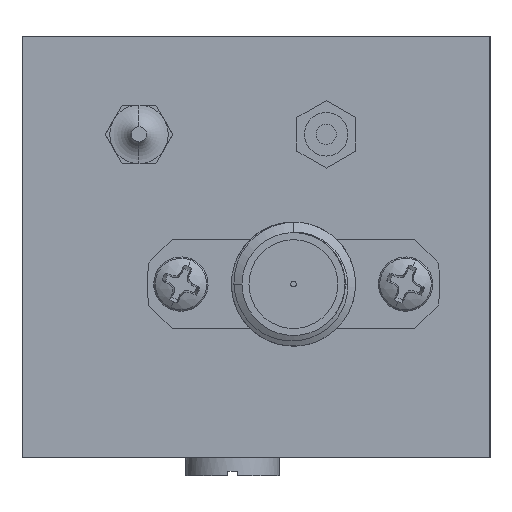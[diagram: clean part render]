
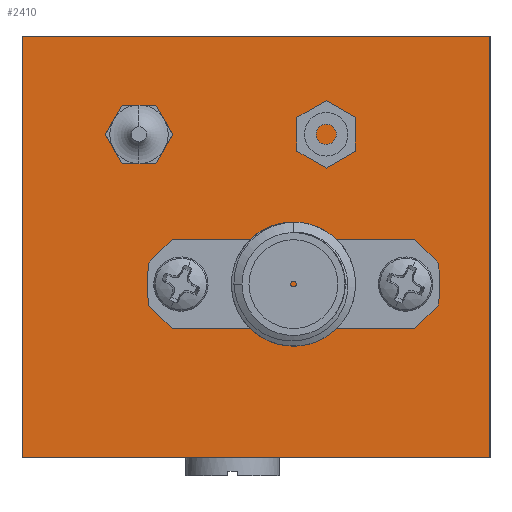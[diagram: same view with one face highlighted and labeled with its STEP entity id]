
A CAD part, left-side view. The second image highlights one B-rep face of the part: STEP entity #2410.
In plain terms, the highlighted planar face has unit normal (-1, 0, 0).
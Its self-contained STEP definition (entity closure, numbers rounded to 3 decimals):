
#461 = FACE_OUTER_BOUND ( 'NONE', #5206, .T. ) ;
#674 = DIRECTION ( 'NONE',  ( 0., 0., -1. ) ) ;
#1092 = DIRECTION ( 'NONE',  ( 0., 0., -1. ) ) ;
#1339 = ORIENTED_EDGE ( 'NONE', *, *, #2471, .T. ) ;
#1436 = CARTESIAN_POINT ( 'NONE',  ( -23.495, -12.7, 0. ) ) ;
#1482 = DIRECTION ( 'NONE',  ( 0., -1., 0. ) ) ;
#1580 = CARTESIAN_POINT ( 'NONE',  ( -23.495, -12.7, 22.86 ) ) ;
#1769 = LINE ( 'NONE', #6492, #3371 ) ;
#2196 = VERTEX_POINT ( 'NONE', #3323 ) ;
#2389 = DIRECTION ( 'NONE',  ( 0., 0., -1. ) ) ;
#2410 = ADVANCED_FACE ( 'NONE', ( #461 ), #2676, .F. ) ;
#2471 = EDGE_CURVE ( 'NONE', #6239, #4257, #1769, .T. ) ;
#2629 = LINE ( 'NONE', #1436, #3130 ) ;
#2676 = PLANE ( 'NONE',  #5468 ) ;
#2733 = ORIENTED_EDGE ( 'NONE', *, *, #5676, .F. ) ;
#2904 = VECTOR ( 'NONE', #674, 1000. ) ;
#3004 = ORIENTED_EDGE ( 'NONE', *, *, #5896, .F. ) ;
#3130 = VECTOR ( 'NONE', #5620, 1000. ) ;
#3323 = CARTESIAN_POINT ( 'NONE',  ( -23.495, -12.7, 0. ) ) ;
#3371 = VECTOR ( 'NONE', #1092, 1000. ) ;
#3430 = VERTEX_POINT ( 'NONE', #1580 ) ;
#3756 = ORIENTED_EDGE ( 'NONE', *, *, #6472, .T. ) ;
#4125 = LINE ( 'NONE', #5223, #6724 ) ;
#4257 = VERTEX_POINT ( 'NONE', #4923 ) ;
#4418 = DIRECTION ( 'NONE',  ( 1., 0., 0. ) ) ;
#4851 = CARTESIAN_POINT ( 'NONE',  ( -23.495, 12.7, 22.86 ) ) ;
#4923 = CARTESIAN_POINT ( 'NONE',  ( -23.495, 12.7, 0. ) ) ;
#5206 = EDGE_LOOP ( 'NONE', ( #3756, #2733, #3004, #1339 ) ) ;
#5223 = CARTESIAN_POINT ( 'NONE',  ( -23.495, -12.7, 22.86 ) ) ;
#5468 = AXIS2_PLACEMENT_3D ( 'NONE', #5587, #4418, #2389 ) ;
#5485 = CARTESIAN_POINT ( 'NONE',  ( -23.495, -12.7, 22.86 ) ) ;
#5587 = CARTESIAN_POINT ( 'NONE',  ( -23.495, -12.7, 22.86 ) ) ;
#5620 = DIRECTION ( 'NONE',  ( 0., -1., 0. ) ) ;
#5676 = EDGE_CURVE ( 'NONE', #3430, #2196, #6209, .T. ) ;
#5896 = EDGE_CURVE ( 'NONE', #6239, #3430, #4125, .T. ) ;
#6209 = LINE ( 'NONE', #5485, #2904 ) ;
#6239 = VERTEX_POINT ( 'NONE', #4851 ) ;
#6472 = EDGE_CURVE ( 'NONE', #4257, #2196, #2629, .T. ) ;
#6492 = CARTESIAN_POINT ( 'NONE',  ( -23.495, 12.7, 22.86 ) ) ;
#6724 = VECTOR ( 'NONE', #1482, 1000. ) ;
